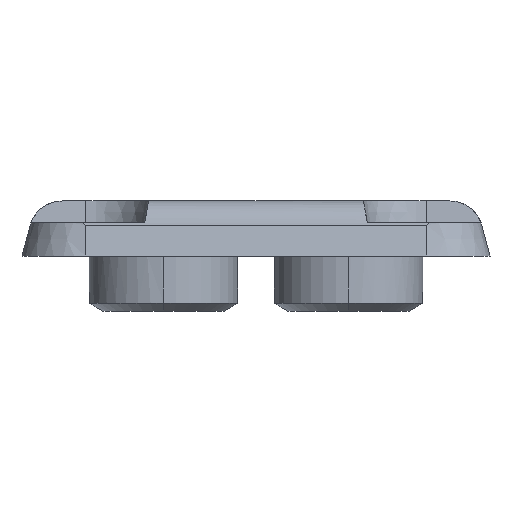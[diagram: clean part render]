
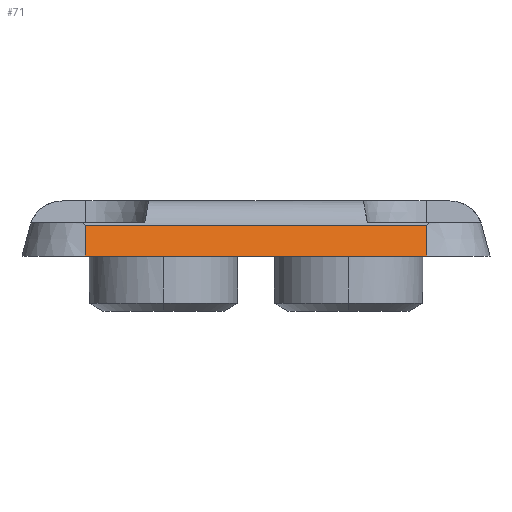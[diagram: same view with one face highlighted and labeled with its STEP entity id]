
A CAD part, left-side view. The second image highlights one B-rep face of the part: STEP entity #71.
In plain terms, the highlighted planar face has unit normal (-0.966, 0, 0.259).
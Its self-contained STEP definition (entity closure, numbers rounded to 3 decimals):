
#71 = ADVANCED_FACE ( 'NONE', ( #3246 ), #2977, .T. ) ;
#167 = DIRECTION ( 'NONE',  ( 0., -1., 0. ) ) ;
#402 = LINE ( 'NONE', #1822, #3102 ) ;
#422 = EDGE_LOOP ( 'NONE', ( #4027, #1370, #4461, #3137 ) ) ;
#540 = VERTEX_POINT ( 'NONE', #685 ) ;
#655 = DIRECTION ( 'NONE',  ( -0.966, 0., 0.259 ) ) ;
#685 = CARTESIAN_POINT ( 'NONE',  ( -106.512, -31., 5.553 ) ) ;
#751 = CARTESIAN_POINT ( 'NONE',  ( -106.512, 31., 5.553 ) ) ;
#830 = LINE ( 'NONE', #1823, #951 ) ;
#838 = DIRECTION ( 'NONE',  ( -0.259, 0., -0.966 ) ) ;
#902 = CARTESIAN_POINT ( 'NONE',  ( -108., -31., 0. ) ) ;
#951 = VECTOR ( 'NONE', #1438, 1000. ) ;
#1068 = EDGE_CURVE ( 'NONE', #1571, #1866, #4635, .T. ) ;
#1191 = CARTESIAN_POINT ( 'NONE',  ( -108., 31., 0. ) ) ;
#1370 = ORIENTED_EDGE ( 'NONE', *, *, #2996, .T. ) ;
#1438 = DIRECTION ( 'NONE',  ( -0.259, 0., -0.966 ) ) ;
#1571 = VERTEX_POINT ( 'NONE', #751 ) ;
#1656 = LINE ( 'NONE', #2024, #3523 ) ;
#1712 = AXIS2_PLACEMENT_3D ( 'NONE', #2183, #655, #2169 ) ;
#1822 = CARTESIAN_POINT ( 'NONE',  ( -106.512, -31., 5.553 ) ) ;
#1823 = CARTESIAN_POINT ( 'NONE',  ( -108., -31., 0. ) ) ;
#1866 = VERTEX_POINT ( 'NONE', #4672 ) ;
#2024 = CARTESIAN_POINT ( 'NONE',  ( -108., -31., 0. ) ) ;
#2169 = DIRECTION ( 'NONE',  ( 0.259, 0., 0.966 ) ) ;
#2183 = CARTESIAN_POINT ( 'NONE',  ( -108., -31., 0. ) ) ;
#2672 = EDGE_CURVE ( 'NONE', #540, #4159, #830, .T. ) ;
#2977 = PLANE ( 'NONE',  #1712 ) ;
#2996 = EDGE_CURVE ( 'NONE', #540, #1571, #402, .T. ) ;
#3000 = VECTOR ( 'NONE', #838, 1000. ) ;
#3102 = VECTOR ( 'NONE', #4076, 1000. ) ;
#3137 = ORIENTED_EDGE ( 'NONE', *, *, #3319, .T. ) ;
#3246 = FACE_OUTER_BOUND ( 'NONE', #422, .T. ) ;
#3319 = EDGE_CURVE ( 'NONE', #1866, #4159, #1656, .T. ) ;
#3523 = VECTOR ( 'NONE', #167, 1000. ) ;
#4027 = ORIENTED_EDGE ( 'NONE', *, *, #2672, .F. ) ;
#4076 = DIRECTION ( 'NONE',  ( 0., 1., 0. ) ) ;
#4159 = VERTEX_POINT ( 'NONE', #902 ) ;
#4461 = ORIENTED_EDGE ( 'NONE', *, *, #1068, .T. ) ;
#4635 = LINE ( 'NONE', #1191, #3000 ) ;
#4672 = CARTESIAN_POINT ( 'NONE',  ( -108., 31., 0. ) ) ;
